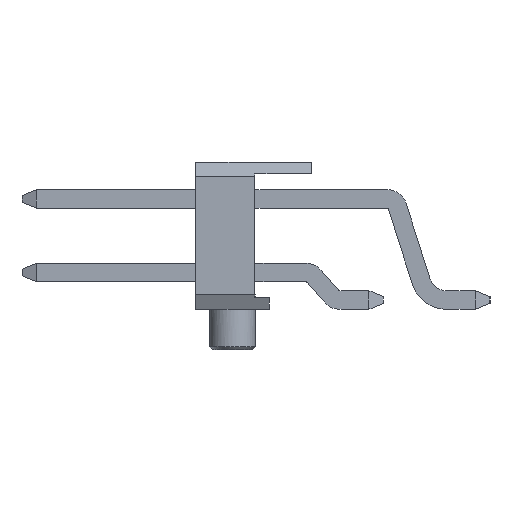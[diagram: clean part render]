
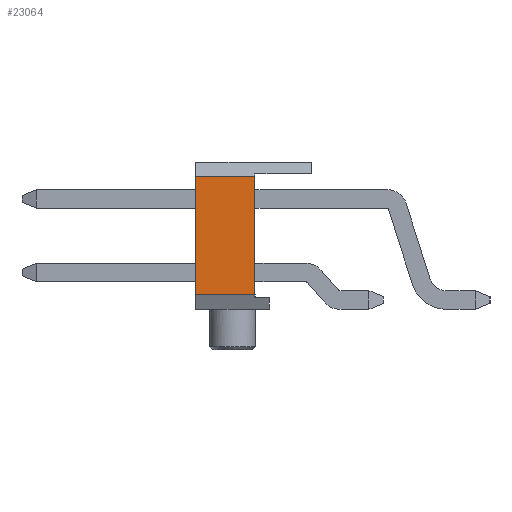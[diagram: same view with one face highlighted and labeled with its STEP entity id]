
A CAD part, left-side view. The second image highlights one B-rep face of the part: STEP entity #23064.
In plain terms, the highlighted face is planar.
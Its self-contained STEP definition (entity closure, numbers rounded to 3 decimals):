
#3889=ORIENTED_EDGE('',*,*,#6870,.F.);
#3890=ORIENTED_EDGE('',*,*,#6770,.T.);
#3891=ORIENTED_EDGE('',*,*,#6868,.F.);
#3892=ORIENTED_EDGE('',*,*,#6656,.T.);
#6656=EDGE_CURVE('',#8359,#8358,#10165,.T.);
#6770=EDGE_CURVE('',#8451,#8452,#10277,.T.);
#6868=EDGE_CURVE('',#8359,#8452,#10373,.T.);
#6870=EDGE_CURVE('',#8451,#8358,#10375,.T.);
#8358=VERTEX_POINT('',#32335);
#8359=VERTEX_POINT('',#32337);
#8451=VERTEX_POINT('',#32565);
#8452=VERTEX_POINT('',#32567);
#10165=LINE('',#32336,#12257);
#10277=LINE('',#32568,#12369);
#10373=LINE('',#32738,#12465);
#10375=LINE('',#32743,#12467);
#12257=VECTOR('',#27672,1000.);
#12369=VECTOR('',#27836,1000.);
#12465=VECTOR('',#28036,1000.);
#12467=VECTOR('',#28044,1000.);
#13604=EDGE_LOOP('',(#3889,#3890,#3891,#3892));
#14604=FACE_BOUND('',#13604,.T.);
#15478=PLANE('',#24232);
#23064=ADVANCED_FACE('',(#14604),#15478,.F.);
#24232=AXIS2_PLACEMENT_3D('',#32742,#28042,#28043);
#27672=DIRECTION('',(0.,1.,0.));
#27836=DIRECTION('',(0.,-1.,0.));
#28036=DIRECTION('',(0.,0.,1.));
#28042=DIRECTION('',(-1.,0.,0.));
#28043=DIRECTION('',(0.,0.,1.));
#28044=DIRECTION('',(0.,0.,-1.));
#32335=CARTESIAN_POINT('',(15.24,0.77,-2.04));
#32336=CARTESIAN_POINT('',(15.24,0.,-2.04));
#32337=CARTESIAN_POINT('',(15.24,-1.27,-2.04));
#32565=CARTESIAN_POINT('',(15.24,0.77,2.04));
#32567=CARTESIAN_POINT('',(15.24,-1.27,2.04));
#32568=CARTESIAN_POINT('',(15.24,0.,2.04));
#32738=CARTESIAN_POINT('',(15.24,-1.27,-2.54));
#32742=CARTESIAN_POINT('',(15.24,0.,0.));
#32743=CARTESIAN_POINT('',(15.24,0.77,-2.14));
